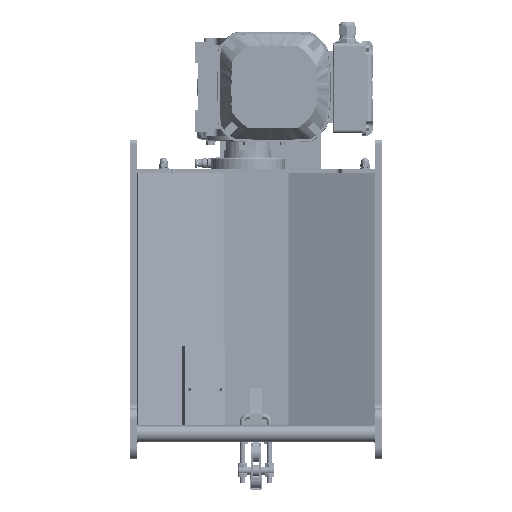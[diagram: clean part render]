
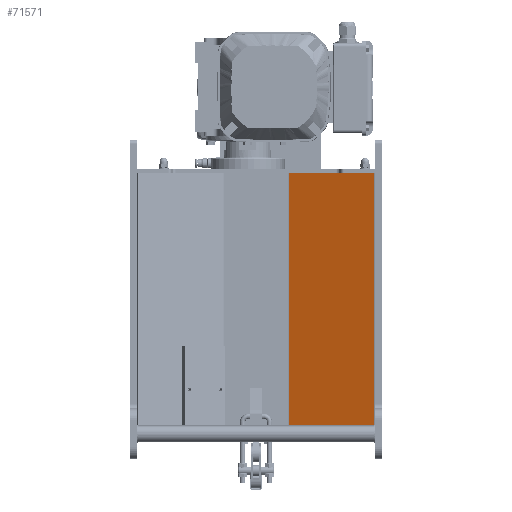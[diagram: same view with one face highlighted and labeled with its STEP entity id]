
A CAD part, left-side view. The second image highlights one B-rep face of the part: STEP entity #71571.
In plain terms, the highlighted planar face has unit normal (-0.932, 0.363, 0).
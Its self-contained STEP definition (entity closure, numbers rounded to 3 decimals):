
#5671=LINE('',#119849,#10884);
#6317=LINE('',#122275,#11530);
#6555=LINE('',#123129,#11768);
#6556=LINE('',#123132,#11769);
#6557=LINE('',#123133,#11770);
#10884=VECTOR('',#93411,10.);
#11530=VECTOR('',#95761,10.);
#11768=VECTOR('',#96729,10.);
#11769=VECTOR('',#96732,10.);
#11770=VECTOR('',#96733,10.);
#16697=FACE_OUTER_BOUND('',#20905,.T.);
#20905=EDGE_LOOP('',(#58958,#58959,#58960,#58961,#58962));
#30249=VERTEX_POINT('',#119846);
#30250=VERTEX_POINT('',#119848);
#30892=VERTEX_POINT('',#121905);
#31021=VERTEX_POINT('',#122274);
#31273=VERTEX_POINT('',#123131);
#39131=EDGE_CURVE('',#30250,#30249,#5671,.T.);
#40289=EDGE_CURVE('',#30892,#31021,#6317,.T.);
#40724=EDGE_CURVE('',#31021,#30250,#6555,.T.);
#40725=EDGE_CURVE('',#31273,#30249,#6556,.T.);
#40726=EDGE_CURVE('',#31273,#30892,#6557,.T.);
#58958=ORIENTED_EDGE('',*,*,#39131,.T.);
#58959=ORIENTED_EDGE('',*,*,#40725,.F.);
#58960=ORIENTED_EDGE('',*,*,#40726,.T.);
#58961=ORIENTED_EDGE('',*,*,#40289,.T.);
#58962=ORIENTED_EDGE('',*,*,#40724,.T.);
#64508=PLANE('',#78509);
#71571=ADVANCED_FACE('',(#16697),#64508,.T.);
#78509=AXIS2_PLACEMENT_3D('',#123130,#96730,#96731);
#93411=DIRECTION('',(-0.363,-0.932,0.));
#95761=DIRECTION('',(0.363,0.932,0.));
#96729=DIRECTION('',(0.,0.,-1.));
#96730=DIRECTION('center_axis',(-0.932,0.363,0.));
#96731=DIRECTION('ref_axis',(0.,0.,
-1.));
#96732=DIRECTION('',(0.,0.,-1.));
#96733=DIRECTION('',(0.363,0.932,0.));
#119846=CARTESIAN_POINT('',(-152.795,9.09,-150.));
#119848=CARTESIAN_POINT('',(-113.205,110.633,-150.));
#119849=CARTESIAN_POINT('',(-152.795,9.09,-150.));
#121905=CARTESIAN_POINT('',(-135.675,53.,150.));
#122274=CARTESIAN_POINT('',(-113.205,110.633,150.));
#122275=CARTESIAN_POINT('',(-152.795,9.09,150.));
#123129=CARTESIAN_POINT('',(-113.205,110.633,150.));
#123130=CARTESIAN_POINT('Origin',(-113.205,110.633,150.));
#123131=CARTESIAN_POINT('',(-152.795,9.09,150.));
#123132=CARTESIAN_POINT('',(-152.795,9.09,150.));
#123133=CARTESIAN_POINT('',(-152.795,9.09,150.));
